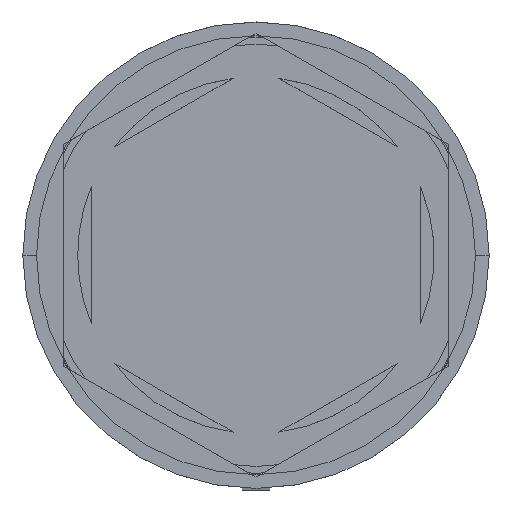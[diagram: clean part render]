
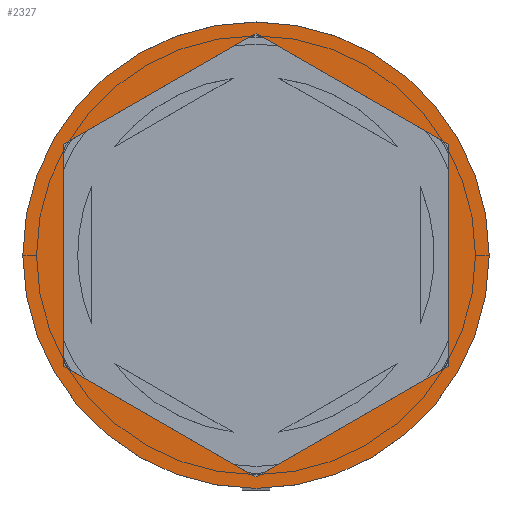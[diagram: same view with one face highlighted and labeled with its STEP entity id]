
A CAD part, top view. The second image highlights one B-rep face of the part: STEP entity #2327.
In plain terms, the highlighted planar face has unit normal (0, 0, 1).
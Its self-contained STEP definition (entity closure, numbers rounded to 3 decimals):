
#25 = DIRECTION ( 'NONE',  ( 0., -1., 0. ) ) ;
#105 = CARTESIAN_POINT ( 'NONE',  ( -8.5, 0., 0. ) ) ;
#142 = CARTESIAN_POINT ( 'NONE',  ( 7., -4.041, 0. ) ) ;
#160 = EDGE_CURVE ( 'NONE', #1853, #1144, #2156, .T. ) ;
#161 = VECTOR ( 'NONE', #574, 1000. ) ;
#190 = VERTEX_POINT ( 'NONE', #1412 ) ;
#234 = DIRECTION ( 'NONE',  ( 1., 0., 0. ) ) ;
#277 = ORIENTED_EDGE ( 'NONE', *, *, #750, .T. ) ;
#299 = DIRECTION ( 'NONE',  ( 1., 0., 0. ) ) ;
#360 = ORIENTED_EDGE ( 'NONE', *, *, #160, .F. ) ;
#364 = EDGE_CURVE ( 'NONE', #488, #190, #2111, .T. ) ;
#437 = EDGE_CURVE ( 'NONE', #792, #1444, #771, .T. ) ;
#454 = DIRECTION ( 'NONE',  ( 0., 0., 1. ) ) ;
#462 = CARTESIAN_POINT ( 'NONE',  ( 0., -8.083, 0. ) ) ;
#486 = DIRECTION ( 'NONE',  ( 0., 1., 0. ) ) ;
#488 = VERTEX_POINT ( 'NONE', #1730 ) ;
#539 = LINE ( 'NONE', #1074, #778 ) ;
#574 = DIRECTION ( 'NONE',  ( 0.866, 0.5, 0. ) ) ;
#666 = VERTEX_POINT ( 'NONE', #1626 ) ;
#677 = DIRECTION ( 'NONE',  ( 0., 0., 1. ) ) ;
#720 = ORIENTED_EDGE ( 'NONE', *, *, #2191, .T. ) ;
#750 = EDGE_CURVE ( 'NONE', #2318, #666, #1103, .T. ) ;
#771 = LINE ( 'NONE', #963, #1951 ) ;
#778 = VECTOR ( 'NONE', #25, 1000. ) ;
#792 = VERTEX_POINT ( 'NONE', #1450 ) ;
#849 = AXIS2_PLACEMENT_3D ( 'NONE', #2126, #454, #299 ) ;
#875 = ORIENTED_EDGE ( 'NONE', *, *, #1818, .F. ) ;
#886 = VECTOR ( 'NONE', #1942, 1000. ) ;
#951 = ORIENTED_EDGE ( 'NONE', *, *, #437, .F. ) ;
#960 = CARTESIAN_POINT ( 'NONE',  ( 0., 0., 0. ) ) ;
#963 = CARTESIAN_POINT ( 'NONE',  ( -7., -4.041, 0. ) ) ;
#968 = AXIS2_PLACEMENT_3D ( 'NONE', #960, #1168, #234 ) ;
#990 = CARTESIAN_POINT ( 'NONE',  ( 0., -8.083, 0. ) ) ;
#1038 = LINE ( 'NONE', #1181, #886 ) ;
#1058 = VECTOR ( 'NONE', #486, 1000. ) ;
#1074 = CARTESIAN_POINT ( 'NONE',  ( -7., 4.041, 0. ) ) ;
#1089 = CARTESIAN_POINT ( 'NONE',  ( 0., 8.083, 0. ) ) ;
#1103 = CIRCLE ( 'NONE', #2079, 8.5 ) ;
#1131 = ORIENTED_EDGE ( 'NONE', *, *, #1179, .F. ) ;
#1144 = VERTEX_POINT ( 'NONE', #1290 ) ;
#1168 = DIRECTION ( 'NONE',  ( 0., 0., 1. ) ) ;
#1179 = EDGE_CURVE ( 'NONE', #190, #792, #539, .T. ) ;
#1181 = CARTESIAN_POINT ( 'NONE',  ( 7., 4.041, 0. ) ) ;
#1184 = ORIENTED_EDGE ( 'NONE', *, *, #364, .F. ) ;
#1221 = PLANE ( 'NONE',  #849 ) ;
#1258 = DIRECTION ( 'NONE',  ( 1., 0., 0. ) ) ;
#1290 = CARTESIAN_POINT ( 'NONE',  ( 7., 4.041, 0. ) ) ;
#1308 = EDGE_CURVE ( 'NONE', #1444, #1853, #2066, .T. ) ;
#1364 = FACE_OUTER_BOUND ( 'NONE', #1441, .T. ) ;
#1400 = VECTOR ( 'NONE', #1968, 1000. ) ;
#1412 = CARTESIAN_POINT ( 'NONE',  ( -7., 4.041, 0. ) ) ;
#1441 = EDGE_LOOP ( 'NONE', ( #720, #277 ) ) ;
#1444 = VERTEX_POINT ( 'NONE', #462 ) ;
#1450 = CARTESIAN_POINT ( 'NONE',  ( -7., -4.041, 0. ) ) ;
#1626 = CARTESIAN_POINT ( 'NONE',  ( 8.5, 0., 0. ) ) ;
#1703 = DIRECTION ( 'NONE',  ( 0.866, -0.5, 0. ) ) ;
#1730 = CARTESIAN_POINT ( 'NONE',  ( 0., 8.083, 0. ) ) ;
#1753 = FACE_BOUND ( 'NONE', #1943, .T. ) ;
#1769 = CARTESIAN_POINT ( 'NONE',  ( 7., -4.041, 0. ) ) ;
#1818 = EDGE_CURVE ( 'NONE', #1144, #488, #1038, .T. ) ;
#1853 = VERTEX_POINT ( 'NONE', #1769 ) ;
#1942 = DIRECTION ( 'NONE',  ( -0.866, 0.5, 0. ) ) ;
#1943 = EDGE_LOOP ( 'NONE', ( #875, #360, #2171, #951, #1131, #1184 ) ) ;
#1951 = VECTOR ( 'NONE', #1703, 1000. ) ;
#1968 = DIRECTION ( 'NONE',  ( -0.866, -0.5, 0. ) ) ;
#2066 = LINE ( 'NONE', #990, #161 ) ;
#2079 = AXIS2_PLACEMENT_3D ( 'NONE', #2356, #677, #1258 ) ;
#2111 = LINE ( 'NONE', #1089, #1400 ) ;
#2126 = CARTESIAN_POINT ( 'NONE',  ( 0., 0., 0. ) ) ;
#2134 = CIRCLE ( 'NONE', #968, 8.5 ) ;
#2156 = LINE ( 'NONE', #142, #1058 ) ;
#2171 = ORIENTED_EDGE ( 'NONE', *, *, #1308, .F. ) ;
#2191 = EDGE_CURVE ( 'NONE', #666, #2318, #2134, .T. ) ;
#2318 = VERTEX_POINT ( 'NONE', #105 ) ;
#2327 = ADVANCED_FACE ( 'NONE', ( #1753, #1364 ), #1221, .T. ) ;
#2356 = CARTESIAN_POINT ( 'NONE',  ( 0., 0., 0. ) ) ;
